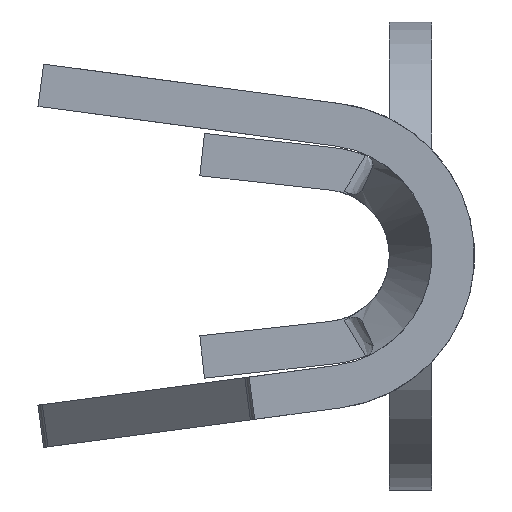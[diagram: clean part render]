
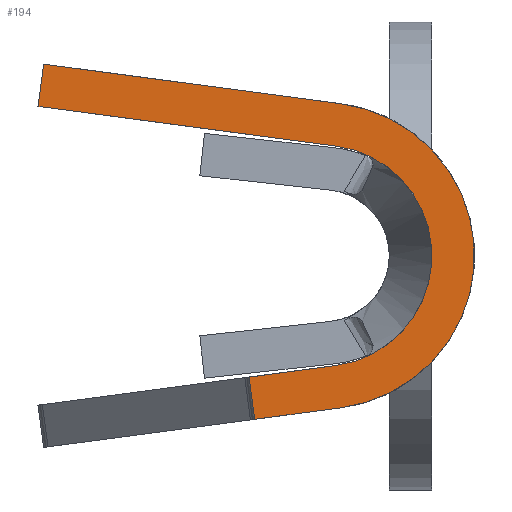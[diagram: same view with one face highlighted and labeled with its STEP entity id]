
A CAD part, left-side view. The second image highlights one B-rep face of the part: STEP entity #194.
In plain terms, the highlighted planar face has unit normal (-1, 0, 0).
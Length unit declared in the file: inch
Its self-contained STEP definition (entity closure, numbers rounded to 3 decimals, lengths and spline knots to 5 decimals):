
#28 = CARTESIAN_POINT ( 'NONE',  ( -0.385, 0.04513, 0.05154 ) ) ;
#144 = ORIENTED_EDGE ( 'NONE', *, *, #4116, .F. ) ;
#194 = ADVANCED_FACE ( 'NONE', ( #2990 ), #2217, .F. ) ;
#213 = LINE ( 'NONE', #596, #1079 ) ;
#237 = CARTESIAN_POINT ( 'NONE',  ( -0.385, 0.08588, -0.05697 ) ) ;
#352 = CIRCLE ( 'NONE', #3317, 0.072 ) ;
#358 = DIRECTION ( 'NONE',  ( 0., 0., -1. ) ) ;
#394 = LINE ( 'NONE', #1358, #4134 ) ;
#449 = VERTEX_POINT ( 'NONE', #237 ) ;
#476 = ORIENTED_EDGE ( 'NONE', *, *, #2570, .F. ) ;
#498 = ORIENTED_EDGE ( 'NONE', *, *, #4179, .F. ) ;
#596 = CARTESIAN_POINT ( 'NONE',  ( -0.385, 0.09274, -0.00543 ) ) ;
#783 = AXIS2_PLACEMENT_3D ( 'NONE', #4463, #2581, #358 ) ;
#856 = VECTOR ( 'NONE', #3272, 39.37008 ) ;
#959 = CARTESIAN_POINT ( 'NONE',  ( -0.385, 0.052, 0. ) ) ;
#975 = VERTEX_POINT ( 'NONE', #28 ) ;
#993 = VECTOR ( 'NONE', #4306, 39.37008 ) ;
#1079 = VECTOR ( 'NONE', #1788, 39.37008 ) ;
#1198 = CARTESIAN_POINT ( 'NONE',  ( -0.385, 0.18236, 0.09 ) ) ;
#1222 = CARTESIAN_POINT ( 'NONE',  ( -0.385, 0.052, 0. ) ) ;
#1325 = DIRECTION ( 'NONE',  ( 0., 0., -1. ) ) ;
#1358 = CARTESIAN_POINT ( 'NONE',  ( -0.385, 0.04249, -0.07137 ) ) ;
#1475 = ORIENTED_EDGE ( 'NONE', *, *, #2119, .T. ) ;
#1583 = DIRECTION ( 'NONE',  ( 0., 0., -1. ) ) ;
#1675 = CARTESIAN_POINT ( 'NONE',  ( -0.385, 0.04513, 0.05154 ) ) ;
#1782 = LINE ( 'NONE', #4250, #2778 ) ;
#1788 = DIRECTION ( 'NONE',  ( 0., -0.132, -0.991 ) ) ;
#1857 = LINE ( 'NONE', #2879, #856 ) ;
#1865 = LINE ( 'NONE', #1675, #993 ) ;
#1914 = VERTEX_POINT ( 'NONE', #4820 ) ;
#1944 = EDGE_CURVE ( 'NONE', #4549, #2494, #1782, .T. ) ;
#1997 = DIRECTION ( 'NONE',  ( 0., -0.991, -0.132 ) ) ;
#2119 = EDGE_CURVE ( 'NONE', #449, #4205, #213, .T. ) ;
#2217 = PLANE ( 'NONE',  #783 ) ;
#2342 = VERTEX_POINT ( 'NONE', #3540 ) ;
#2494 = VERTEX_POINT ( 'NONE', #3171 ) ;
#2570 = EDGE_CURVE ( 'NONE', #1914, #975, #3495, .T. ) ;
#2581 = DIRECTION ( 'NONE',  ( 1., 0., 0. ) ) ;
#2618 = ORIENTED_EDGE ( 'NONE', *, *, #1944, .F. ) ;
#2642 = EDGE_CURVE ( 'NONE', #2786, #4205, #394, .T. ) ;
#2778 = VECTOR ( 'NONE', #1997, 39.37008 ) ;
#2786 = VERTEX_POINT ( 'NONE', #3280 ) ;
#2879 = CARTESIAN_POINT ( 'NONE',  ( -0.385, 0.185, 0.07018 ) ) ;
#2990 = FACE_OUTER_BOUND ( 'NONE', #3062, .T. ) ;
#3062 = EDGE_LOOP ( 'NONE', ( #144, #1475, #4243, #498, #2618, #4620, #3233, #476 ) ) ;
#3064 = CARTESIAN_POINT ( 'NONE',  ( -0.385, 0.04513, -0.05154 ) ) ;
#3111 = CARTESIAN_POINT ( 'NONE',  ( -0.385, 0.08323, -0.0768 ) ) ;
#3171 = CARTESIAN_POINT ( 'NONE',  ( -0.385, 0.04249, 0.07137 ) ) ;
#3233 = ORIENTED_EDGE ( 'NONE', *, *, #4290, .F. ) ;
#3272 = DIRECTION ( 'NONE',  ( 0., -0.132, 0.991 ) ) ;
#3280 = CARTESIAN_POINT ( 'NONE',  ( -0.385, 0.04249, -0.07137 ) ) ;
#3317 = AXIS2_PLACEMENT_3D ( 'NONE', #1222, #3848, #1583 ) ;
#3411 = AXIS2_PLACEMENT_3D ( 'NONE', #959, #3587, #1325 ) ;
#3444 = DIRECTION ( 'NONE',  ( 0., -0.991, 0.132 ) ) ;
#3455 = VECTOR ( 'NONE', #3444, 39.37008 ) ;
#3495 = CIRCLE ( 'NONE', #3411, 0.052 ) ;
#3540 = CARTESIAN_POINT ( 'NONE',  ( -0.385, 0.185, 0.07018 ) ) ;
#3587 = DIRECTION ( 'NONE',  ( -1., 0., 0. ) ) ;
#3848 = DIRECTION ( 'NONE',  ( 1., 0., 0. ) ) ;
#4116 = EDGE_CURVE ( 'NONE', #449, #1914, #4452, .T. ) ;
#4134 = VECTOR ( 'NONE', #4355, 39.37008 ) ;
#4179 = EDGE_CURVE ( 'NONE', #2494, #2786, #352, .T. ) ;
#4205 = VERTEX_POINT ( 'NONE', #3111 ) ;
#4243 = ORIENTED_EDGE ( 'NONE', *, *, #2642, .F. ) ;
#4250 = CARTESIAN_POINT ( 'NONE',  ( -0.385, 0.04249, 0.07137 ) ) ;
#4290 = EDGE_CURVE ( 'NONE', #975, #2342, #1865, .T. ) ;
#4306 = DIRECTION ( 'NONE',  ( 0., 0.991, 0.132 ) ) ;
#4355 = DIRECTION ( 'NONE',  ( 0., 0.991, -0.132 ) ) ;
#4452 = LINE ( 'NONE', #3064, #3455 ) ;
#4463 = CARTESIAN_POINT ( 'NONE',  ( -0.385, 0.052, 0. ) ) ;
#4549 = VERTEX_POINT ( 'NONE', #1198 ) ;
#4620 = ORIENTED_EDGE ( 'NONE', *, *, #4859, .F. ) ;
#4820 = CARTESIAN_POINT ( 'NONE',  ( -0.385, 0.04513, -0.05154 ) ) ;
#4859 = EDGE_CURVE ( 'NONE', #2342, #4549, #1857, .T. ) ;
